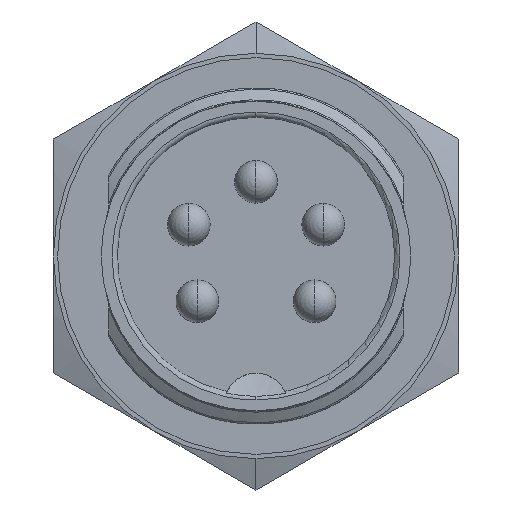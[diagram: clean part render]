
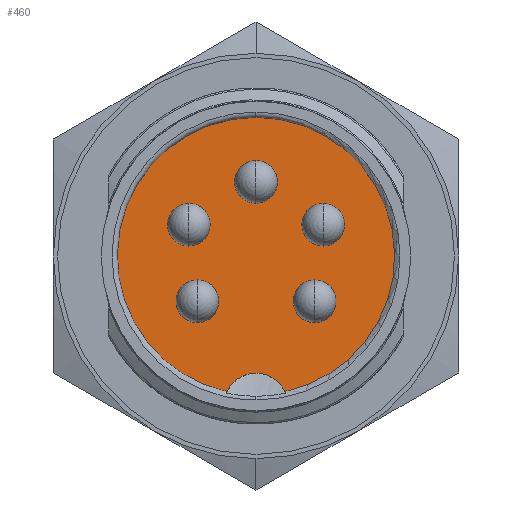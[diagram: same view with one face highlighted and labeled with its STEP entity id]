
A CAD part, left-side view. The second image highlights one B-rep face of the part: STEP entity #460.
In plain terms, the highlighted face is planar.
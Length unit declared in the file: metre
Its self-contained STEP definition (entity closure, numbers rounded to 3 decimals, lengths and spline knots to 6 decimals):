
#460=ADVANCED_FACE('53:3737',(#971,#972,#973,#974,#975,#976),#977,.T.);
#971=FACE_BOUND('',#9109,.T.);
#972=FACE_BOUND('',#9110,.T.);
#973=FACE_OUTER_BOUND('',#9111,.T.);
#974=FACE_BOUND('',#9112,.T.);
#975=FACE_BOUND('',#9113,.T.);
#976=FACE_BOUND('',#9114,.T.);
#977=PLANE('',#9115);
#9109=EDGE_LOOP('',(#10566,#10567));
#9110=EDGE_LOOP('',(#10568,#10569));
#9111=EDGE_LOOP('',(#10570,#10571,#10572,#10573));
#9112=EDGE_LOOP('',(#10574,#10575));
#9113=EDGE_LOOP('',(#10576,#10577));
#9114=EDGE_LOOP('',(#10578,#10579));
#9115=AXIS2_PLACEMENT_3D('',#10580,#10581,#10582);
#10566=ORIENTED_EDGE('',*,*,#11584,.F.);
#10567=ORIENTED_EDGE('',*,*,#11577,.F.);
#10568=ORIENTED_EDGE('',*,*,#11588,.F.);
#10569=ORIENTED_EDGE('',*,*,#11569,.F.);
#10570=ORIENTED_EDGE('',*,*,#11557,.T.);
#10571=ORIENTED_EDGE('',*,*,#11593,.T.);
#10572=ORIENTED_EDGE('',*,*,#11553,.F.);
#10573=ORIENTED_EDGE('',*,*,#11594,.F.);
#10574=ORIENTED_EDGE('',*,*,#11590,.F.);
#10575=ORIENTED_EDGE('',*,*,#11565,.F.);
#10576=ORIENTED_EDGE('',*,*,#11586,.F.);
#10577=ORIENTED_EDGE('',*,*,#11573,.F.);
#10578=ORIENTED_EDGE('',*,*,#11582,.F.);
#10579=ORIENTED_EDGE('',*,*,#11581,.F.);
#10580=CARTESIAN_POINT('',(0.007,0.02199,-0.0035));
#10581=DIRECTION('',(0.,0.0,1.0));
#10582=DIRECTION('',(-1.0,0.,0.));
#11553=EDGE_CURVE('53:3785',#12512,#12515,#12516,.T.);
#11557=EDGE_CURVE('53:3782',#12523,#12520,#12524,.T.);
#11565=EDGE_CURVE('53:3773',#12537,#12533,#12539,.T.);
#11569=EDGE_CURVE('53:3767',#12545,#12541,#12547,.T.);
#11573=EDGE_CURVE('53:3761',#12553,#12549,#12555,.T.);
#11577=EDGE_CURVE('53:3755',#12561,#12557,#12563,.T.);
#11581=EDGE_CURVE('53:3749',#12569,#12565,#12571,.T.);
#11582=EDGE_CURVE('53:3749',#12565,#12569,#12572,.T.);
#11584=EDGE_CURVE('53:3755',#12557,#12561,#12574,.T.);
#11586=EDGE_CURVE('53:3761',#12549,#12553,#12576,.T.);
#11588=EDGE_CURVE('53:3767',#12541,#12545,#12578,.T.);
#11590=EDGE_CURVE('53:3773',#12533,#12537,#12580,.T.);
#11593=EDGE_CURVE('53:3782',#12520,#12515,#12583,.T.);
#11594=EDGE_CURVE('53:3785',#12523,#12512,#12584,.T.);
#12512=VERTEX_POINT('',#32252);
#12515=VERTEX_POINT('',#32256);
#12516=CIRCLE('',#32257,0.0015);
#12520=VERTEX_POINT('',#32262);
#12523=VERTEX_POINT('',#32266);
#12524=CIRCLE('',#32267,0.0065);
#12533=VERTEX_POINT('',#32278);
#12537=VERTEX_POINT('',#32283);
#12539=CIRCLE('',#32286,0.001);
#12541=VERTEX_POINT('',#32288);
#12545=VERTEX_POINT('',#32293);
#12547=CIRCLE('',#32296,0.001);
#12549=VERTEX_POINT('',#32298);
#12553=VERTEX_POINT('',#32303);
#12555=CIRCLE('',#32306,0.001);
#12557=VERTEX_POINT('',#32308);
#12561=VERTEX_POINT('',#32313);
#12563=CIRCLE('',#32316,0.001);
#12565=VERTEX_POINT('',#32318);
#12569=VERTEX_POINT('',#32323);
#12571=CIRCLE('',#32326,0.001);
#12572=CIRCLE('',#32327,0.001);
#12574=CIRCLE('',#32329,0.001);
#12576=CIRCLE('',#32331,0.001);
#12578=CIRCLE('',#32333,0.001);
#12580=CIRCLE('',#32335,0.001);
#12583=CIRCLE('',#32338,0.0065);
#12584=CIRCLE('',#32339,0.0015);
#32252=CARTESIAN_POINT('',(0.0055,0.02199,-0.0035));
#32256=CARTESIAN_POINT('',(0.006357,0.020635,-0.0035));
#32257=AXIS2_PLACEMENT_3D('',#33711,#33712,#33713);
#32262=CARTESIAN_POINT('',(-0.0065,0.02199,-0.0035));
#32266=CARTESIAN_POINT('',(0.006357,0.023345,-0.0035));
#32267=AXIS2_PLACEMENT_3D('',#33719,#33720,#33721);
#32278=CARTESIAN_POINT('',(-0.002475,0.02199,-0.0035));
#32283=CARTESIAN_POINT('',(-0.004475,0.02199,-0.0035));
#32286=AXIS2_PLACEMENT_3D('',#33735,#33736,#33737);
#32288=CARTESIAN_POINT('',(-0.000468,0.02514,-0.0035));
#32293=CARTESIAN_POINT('',(-0.002468,0.02514,-0.0035));
#32296=AXIS2_PLACEMENT_3D('',#33743,#33744,#33745);
#32298=CARTESIAN_POINT('',(-0.000468,0.01884,-0.0035));
#32303=CARTESIAN_POINT('',(-0.002468,0.01884,-0.0035));
#32306=AXIS2_PLACEMENT_3D('',#33751,#33752,#33753);
#32308=CARTESIAN_POINT('',(0.003125,0.01924,-0.0035));
#32313=CARTESIAN_POINT('',(0.001125,0.01924,-0.0035));
#32316=AXIS2_PLACEMENT_3D('',#33759,#33760,#33761);
#32318=CARTESIAN_POINT('',(0.003125,0.02474,-0.0035));
#32323=CARTESIAN_POINT('',(0.001125,0.02474,-0.0035));
#32326=AXIS2_PLACEMENT_3D('',#33767,#33768,#33769);
#32327=AXIS2_PLACEMENT_3D('',#33770,#33771,#33772);
#32329=AXIS2_PLACEMENT_3D('',#33776,#33777,#33778);
#32331=AXIS2_PLACEMENT_3D('',#33782,#33783,#33784);
#32333=AXIS2_PLACEMENT_3D('',#33788,#33789,#33790);
#32335=AXIS2_PLACEMENT_3D('',#33794,#33795,#33796);
#32338=AXIS2_PLACEMENT_3D('',#33803,#33804,#33805);
#32339=AXIS2_PLACEMENT_3D('',#33806,#33807,#33808);
#33711=CARTESIAN_POINT('',(0.007,0.02199,-0.0035));
#33712=DIRECTION('',(0.,0.0,1.0));
#33713=DIRECTION('',(-1.0,0.,0.));
#33719=CARTESIAN_POINT('',(0.,0.02199,-0.0035));
#33720=DIRECTION('',(0.,0.,1.0));
#33721=DIRECTION('',(-1.0,0.,0.));
#33735=CARTESIAN_POINT('',(-0.003475,0.02199,-0.0035));
#33736=DIRECTION('',(0.,0.0,1.0));
#33737=DIRECTION('',(-1.0,0.0,0.));
#33743=CARTESIAN_POINT('',(-0.001468,0.02514,-0.0035));
#33744=DIRECTION('',(0.,0.0,1.0));
#33745=DIRECTION('',(-1.0,0.0,0.));
#33751=CARTESIAN_POINT('',(-0.001468,0.01884,-0.0035));
#33752=DIRECTION('',(0.,0.0,1.0));
#33753=DIRECTION('',(-1.0,0.0,0.));
#33759=CARTESIAN_POINT('',(0.002125,0.01924,-0.0035));
#33760=DIRECTION('',(0.,0.0,1.0));
#33761=DIRECTION('',(-1.0,0.0,0.));
#33767=CARTESIAN_POINT('',(0.002125,0.02474,-0.0035));
#33768=DIRECTION('',(0.,0.0,1.0));
#33769=DIRECTION('',(-1.0,0.0,0.));
#33770=CARTESIAN_POINT('',(0.002125,0.02474,-0.0035));
#33771=DIRECTION('',(0.,0.0,1.0));
#33772=DIRECTION('',(-1.0,0.0,0.));
#33776=CARTESIAN_POINT('',(0.002125,0.01924,-0.0035));
#33777=DIRECTION('',(0.,0.0,1.0));
#33778=DIRECTION('',(-1.0,0.0,0.));
#33782=CARTESIAN_POINT('',(-0.001468,0.01884,-0.0035));
#33783=DIRECTION('',(0.,0.0,1.0));
#33784=DIRECTION('',(-1.0,0.0,0.));
#33788=CARTESIAN_POINT('',(-0.001468,0.02514,-0.0035));
#33789=DIRECTION('',(0.,0.0,1.0));
#33790=DIRECTION('',(-1.0,0.0,0.));
#33794=CARTESIAN_POINT('',(-0.003475,0.02199,-0.0035));
#33795=DIRECTION('',(0.,0.0,1.0));
#33796=DIRECTION('',(-1.0,0.0,0.));
#33803=CARTESIAN_POINT('',(0.,0.02199,-0.0035));
#33804=DIRECTION('',(0.,0.,1.0));
#33805=DIRECTION('',(-1.0,0.,0.));
#33806=CARTESIAN_POINT('',(0.007,0.02199,-0.0035));
#33807=DIRECTION('',(0.,0.0,1.0));
#33808=DIRECTION('',(-1.0,0.,0.));
